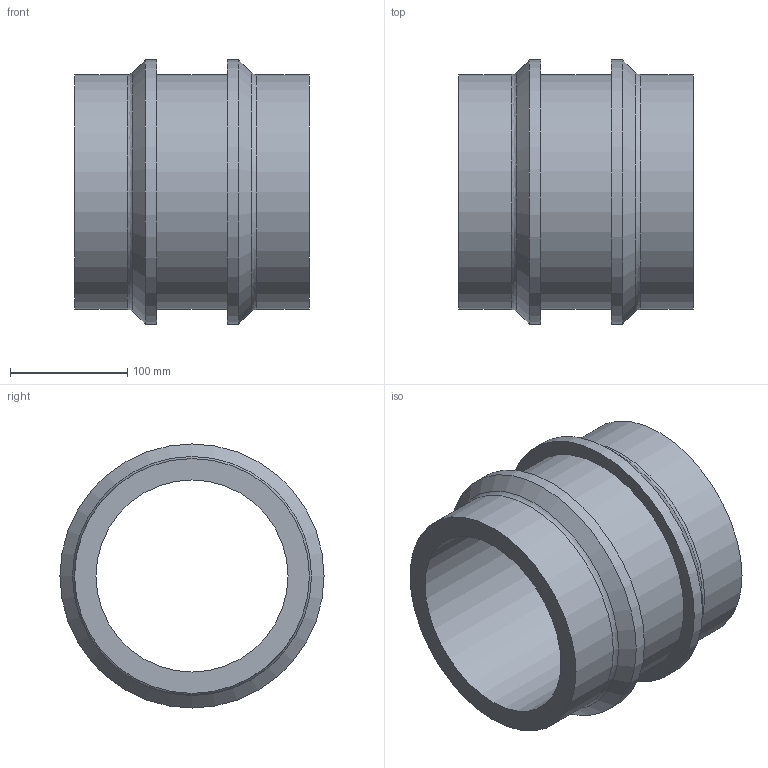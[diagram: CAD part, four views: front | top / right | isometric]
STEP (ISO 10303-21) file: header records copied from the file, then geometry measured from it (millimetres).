
FILE_DESCRIPTION (( 'STEP AP203' ), '1' );
FILE_NAME ('589161080.STEP', '2017-08-01T13:40:03', ( '' ), ( '' ), 'SwSTEP 2.0', 'SolidWorks 2017', '' );
FILE_SCHEMA (( 'CONFIG_CONTROL_DESIGN' ));
Length unit declared in the file: inch
Products named in the file (1): 589161080
Bounding box: 200 x 225 x 225 mm (x, y, z)
Volume: 2347642.6 mm3; surface area: 275056.3 mm2
Topology: 1 solids, 1 shells, 14 faces, 30 edges, 20 vertices
Faces by surface type: cylinder 6, plane 4, bspline 2, cone 2
Full cylindrical faces by diameter (mm): 163.6 x1, 200 x3, 225 x2
Entity records: 413 total; most frequent: CARTESIAN_POINT 97, DIRECTION 54, ORIENTED_EDGE 28, EDGE_LOOP 28, AXIS2_PLACEMENT_3D 27, FACE_OUTER_BOUND 22, VERTEX_POINT 14, ADVANCED_FACE 14
